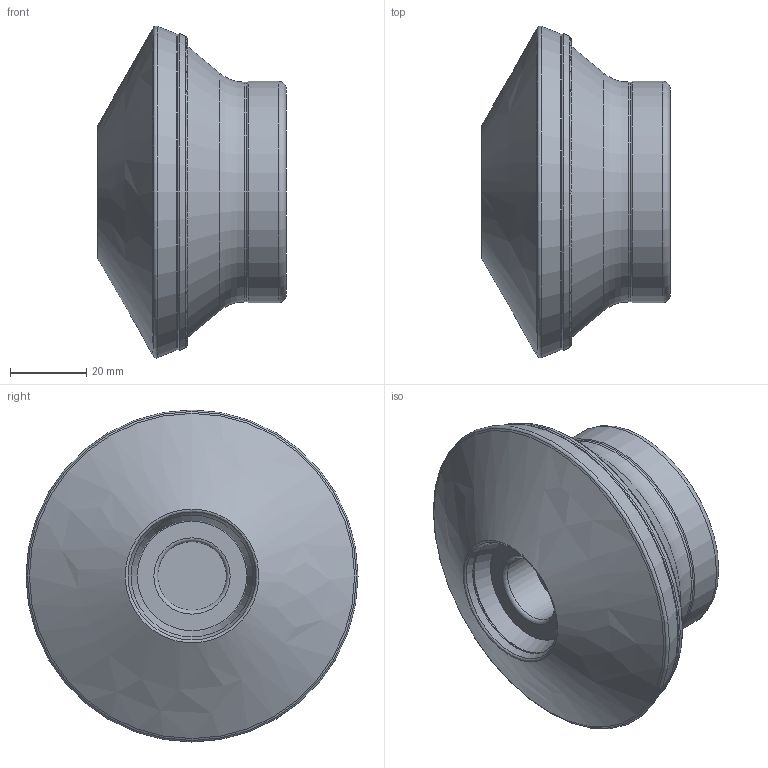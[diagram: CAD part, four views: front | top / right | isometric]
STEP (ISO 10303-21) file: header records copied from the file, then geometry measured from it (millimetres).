
FILE_DESCRIPTION(/* description */ (''),/* implementation_level */ '2;1');
FILE_NAME(/* name */ 'AHM30-AP16-D35x87-A27-Z0306-H.stp',/* time_stamp */ '2023-12-10T02:40:21+03:00',/* author */ (''),/* organization */ (''),/* preprocessor_version */ 'ST-DEVELOPER v19.4',/* originating_system */ 'SIEMENS PLM Software NX2306.3001',/* authorisation */ '');
FILE_SCHEMA (('AUTOMOTIVE_DESIGN { 1 0 10303 214 3 1 1 1 }'));
Length unit declared in the file: millimetre
Products named in the file (1): AHM30-AP16-D35x87-A27-Z0306-H
Bounding box: 49.38 x 87 x 87 mm (x, y, z)
Volume: 204367.6 mm3; surface area: 31880.2 mm2
Topology: 2 solids, 2 shells, 37 faces, 70 edges, 36 vertices
Faces by surface type: revolution 15, cone 9, torus 7, plane 3, cylinder 3
Full cylindrical faces by diameter (mm): 18 x1, 57.6 x1, 58 x1
Entity records: 1001 total; most frequent: CARTESIAN_POINT 221, DIRECTION 131, EDGE_LOOP 72, ORIENTED_EDGE 72, FACE_BOUND 70, AXIS2_PLACEMENT_3D 58, ADVANCED_FACE 37, VERTEX_POINT 36
